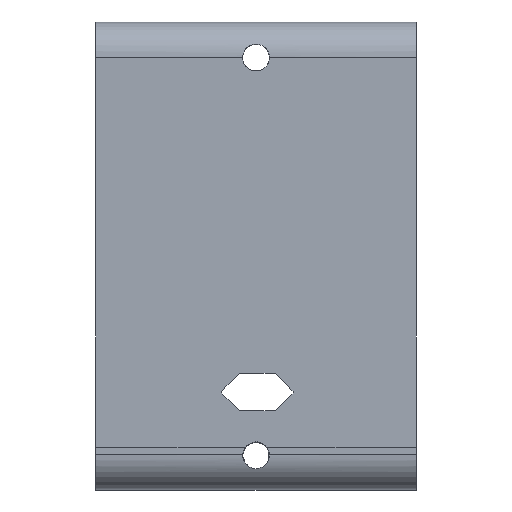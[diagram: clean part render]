
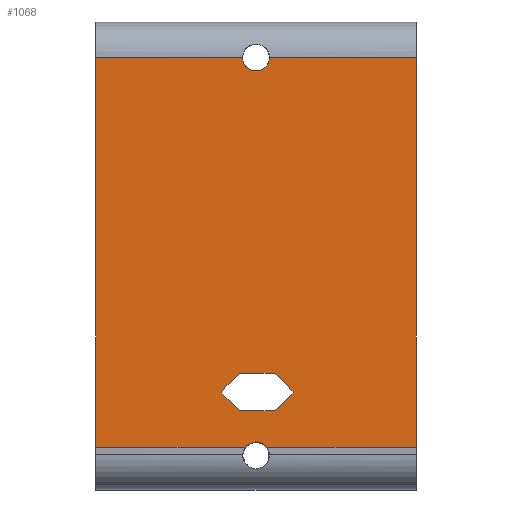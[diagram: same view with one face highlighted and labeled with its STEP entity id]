
A CAD part, top view. The second image highlights one B-rep face of the part: STEP entity #1068.
In plain terms, the highlighted planar face has unit normal (0, 0, 1).
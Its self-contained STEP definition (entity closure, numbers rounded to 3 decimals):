
#23=FACE_BOUND('',#188,.T.);
#29=CIRCLE('',#1141,1.5);
#89=B_SPLINE_CURVE_WITH_KNOTS('',3,(#1851,#1852,#1853,#1854,#1855,#1856,
#1857,#1858,#1859,#1860,#1861,#1862,#1863,#1864,#1865,#1866,#1867,#1868,
#1869),.UNSPECIFIED.,.F.,.F.,(4,3,3,3,3,3,4),(0.07,0.127,
0.192,0.241,0.308,0.463,
0.608),.UNSPECIFIED.);
#128=FACE_OUTER_BOUND('',#187,.T.);
#187=EDGE_LOOP('',(#753,#754,#755,#756,#757,#758,#759,#760));
#188=EDGE_LOOP('',(#761,#762,#763,#764,#765,#766,#767,#768));
#241=LINE('',#1577,#341);
#245=LINE('',#1585,#345);
#248=LINE('',#1591,#348);
#251=LINE('',#1597,#351);
#254=LINE('',#1603,#354);
#257=LINE('',#1609,#357);
#260=LINE('',#1615,#360);
#263=LINE('',#1620,#363);
#267=LINE('',#1880,#367);
#268=LINE('',#1882,#368);
#269=LINE('',#1883,#369);
#270=LINE('',#1885,#370);
#271=LINE('',#1887,#371);
#272=LINE('',#1888,#372);
#341=VECTOR('',#1250,10.);
#345=VECTOR('',#1256,10.);
#348=VECTOR('',#1261,10.);
#351=VECTOR('',#1266,10.);
#354=VECTOR('',#1271,10.);
#357=VECTOR('',#1276,10.);
#360=VECTOR('',#1281,10.);
#363=VECTOR('',#1286,10.);
#367=VECTOR('',#1296,10.);
#368=VECTOR('',#1297,10.);
#369=VECTOR('',#1298,10.);
#370=VECTOR('',#1299,10.);
#371=VECTOR('',#1300,10.);
#372=VECTOR('',#1301,10.);
#441=VERTEX_POINT('',#1575);
#442=VERTEX_POINT('',#1576);
#445=VERTEX_POINT('',#1584);
#447=VERTEX_POINT('',#1590);
#449=VERTEX_POINT('',#1596);
#451=VERTEX_POINT('',#1602);
#453=VERTEX_POINT('',#1608);
#455=VERTEX_POINT('',#1614);
#459=VERTEX_POINT('',#1661);
#460=VERTEX_POINT('',#1663);
#465=VERTEX_POINT('',#1843);
#466=VERTEX_POINT('',#1850);
#467=VERTEX_POINT('',#1879);
#468=VERTEX_POINT('',#1881);
#469=VERTEX_POINT('',#1884);
#470=VERTEX_POINT('',#1886);
#545=EDGE_CURVE('',#441,#442,#241,.T.);
#549=EDGE_CURVE('',#442,#445,#245,.T.);
#552=EDGE_CURVE('',#445,#447,#248,.T.);
#555=EDGE_CURVE('',#447,#449,#251,.T.);
#558=EDGE_CURVE('',#449,#451,#254,.T.);
#561=EDGE_CURVE('',#451,#453,#257,.T.);
#564=EDGE_CURVE('',#453,#455,#260,.T.);
#567=EDGE_CURVE('',#455,#441,#263,.T.);
#572=EDGE_CURVE('',#460,#459,#29,.T.);
#579=EDGE_CURVE('',#466,#465,#89,.T.);
#581=EDGE_CURVE('',#467,#459,#267,.T.);
#582=EDGE_CURVE('',#467,#468,#268,.T.);
#583=EDGE_CURVE('',#466,#468,#269,.T.);
#584=EDGE_CURVE('',#469,#465,#270,.T.);
#585=EDGE_CURVE('',#469,#470,#271,.T.);
#586=EDGE_CURVE('',#460,#470,#272,.T.);
#753=ORIENTED_EDGE('',*,*,#572,.T.);
#754=ORIENTED_EDGE('',*,*,#581,.F.);
#755=ORIENTED_EDGE('',*,*,#582,.T.);
#756=ORIENTED_EDGE('',*,*,#583,.F.);
#757=ORIENTED_EDGE('',*,*,#579,.T.);
#758=ORIENTED_EDGE('',*,*,#584,.F.);
#759=ORIENTED_EDGE('',*,*,#585,.T.);
#760=ORIENTED_EDGE('',*,*,#586,.F.);
#761=ORIENTED_EDGE('',*,*,#558,.T.);
#762=ORIENTED_EDGE('',*,*,#561,.T.);
#763=ORIENTED_EDGE('',*,*,#564,.T.);
#764=ORIENTED_EDGE('',*,*,#567,.T.);
#765=ORIENTED_EDGE('',*,*,#545,.T.);
#766=ORIENTED_EDGE('',*,*,#549,.T.);
#767=ORIENTED_EDGE('',*,*,#552,.T.);
#768=ORIENTED_EDGE('',*,*,#555,.T.);
#1039=PLANE('',#1142);
#1068=ADVANCED_FACE('',(#128,#23),#1039,.F.);
#1141=AXIS2_PLACEMENT_3D('',#1664,#1291,#1292);
#1142=AXIS2_PLACEMENT_3D('',#1878,#1294,#1295);
#1250=DIRECTION('',(-0.707,0.707,0.));
#1256=DIRECTION('',(0.,1.,0.));
#1261=DIRECTION('',(0.707,0.707,0.));
#1266=DIRECTION('',(1.,0.,0.));
#1271=DIRECTION('',(0.707,-0.707,0.));
#1276=DIRECTION('',(0.,-1.,0.));
#1281=DIRECTION('',(-0.707,-0.707,0.));
#1286=DIRECTION('',(-1.,0.,0.));
#1291=DIRECTION('center_axis',(0.,0.,-1.));
#1292=DIRECTION('ref_axis',(1.,0.,0.));
#1294=DIRECTION('center_axis',(0.,0.,-1.));
#1295=DIRECTION('ref_axis',(0.,1.,0.));
#1296=DIRECTION('',(1.,0.,0.));
#1297=DIRECTION('',(0.,-1.,0.));
#1298=DIRECTION('',(-1.,0.,0.));
#1299=DIRECTION('',(-1.,0.,0.));
#1300=DIRECTION('',(0.,1.,0.));
#1301=DIRECTION('',(1.,0.,0.));
#1575=CARTESIAN_POINT('',(-2.846,6.374,4.5));
#1576=CARTESIAN_POINT('',(-4.846,8.374,4.5));
#1577=CARTESIAN_POINT('',(-7.426,10.954,4.5));
#1584=CARTESIAN_POINT('',(-4.846,8.584,4.5));
#1585=CARTESIAN_POINT('',(-4.846,5.441,4.5));
#1590=CARTESIAN_POINT('',(-2.846,10.584,4.5));
#1591=CARTESIAN_POINT('',(-9.516,3.914,4.5));
#1596=CARTESIAN_POINT('',(1.154,10.584,4.5));
#1597=CARTESIAN_POINT('',(-10.043,10.584,4.5));
#1602=CARTESIAN_POINT('',(3.154,8.584,4.5));
#1603=CARTESIAN_POINT('',(-1.373,13.111,4.5));
#1608=CARTESIAN_POINT('',(3.154,8.374,4.5));
#1609=CARTESIAN_POINT('',(3.154,5.336,4.5));
#1614=CARTESIAN_POINT('',(1.154,6.374,4.5));
#1615=CARTESIAN_POINT('',(-5.464,-0.243,4.5));
#1620=CARTESIAN_POINT('',(-12.043,6.374,4.5));
#1661=CARTESIAN_POINT('',(-2.5,46.,4.5));
#1663=CARTESIAN_POINT('',(0.5,46.,4.5));
#1664=CARTESIAN_POINT('Origin',(-1.,46.,4.5));
#1843=CARTESIAN_POINT('',(0.191,2.298,4.5));
#1850=CARTESIAN_POINT('',(-2.191,2.298,4.5));
#1851=CARTESIAN_POINT('Ctrl Pts',(-2.191,2.298,4.5));
#1852=CARTESIAN_POINT('Ctrl Pts',(-2.136,2.371,4.5));
#1853=CARTESIAN_POINT('Ctrl Pts',(-2.067,2.446,4.5));
#1854=CARTESIAN_POINT('Ctrl Pts',(-1.982,2.52,4.5));
#1855=CARTESIAN_POINT('Ctrl Pts',(-1.885,2.604,4.5));
#1856=CARTESIAN_POINT('Ctrl Pts',(-1.733,2.714,4.5));
#1857=CARTESIAN_POINT('Ctrl Pts',(-1.527,2.791,4.5));
#1858=CARTESIAN_POINT('Ctrl Pts',(-1.371,2.849,4.5));
#1859=CARTESIAN_POINT('Ctrl Pts',(-1.201,2.882,4.5));
#1860=CARTESIAN_POINT('Ctrl Pts',(-1.03,2.886,4.5));
#1861=CARTESIAN_POINT('Ctrl Pts',(-0.799,2.891,4.5));
#1862=CARTESIAN_POINT('Ctrl Pts',(-0.61,2.839,4.5));
#1863=CARTESIAN_POINT('Ctrl Pts',(-0.501,2.801,4.5));
#1864=CARTESIAN_POINT('Ctrl Pts',(-0.246,2.712,4.5));
#1865=CARTESIAN_POINT('Ctrl Pts',(-0.074,2.571,4.5));
#1866=CARTESIAN_POINT('Ctrl Pts',(0.005,2.5,
4.5));
#1867=CARTESIAN_POINT('Ctrl Pts',(0.079,2.433,4.5));
#1868=CARTESIAN_POINT('Ctrl Pts',(0.14,2.365,4.5));
#1869=CARTESIAN_POINT('Ctrl Pts',(0.191,2.298,4.5));
#1878=CARTESIAN_POINT('Origin',(-21.24,2.298,4.5));
#1879=CARTESIAN_POINT('',(-19.,46.,4.5));
#1880=CARTESIAN_POINT('',(-1.12,46.,4.5));
#1881=CARTESIAN_POINT('',(-19.,2.298,4.5));
#1882=CARTESIAN_POINT('',(-19.,13.399,4.5));
#1883=CARTESIAN_POINT('',(-21.12,2.298,4.5));
#1884=CARTESIAN_POINT('',(17.,2.298,4.5));
#1885=CARTESIAN_POINT('',(-21.12,2.298,4.5));
#1886=CARTESIAN_POINT('',(17.,46.,4.5));
#1887=CARTESIAN_POINT('',(17.,13.399,4.5));
#1888=CARTESIAN_POINT('',(-1.12,46.,4.5));
